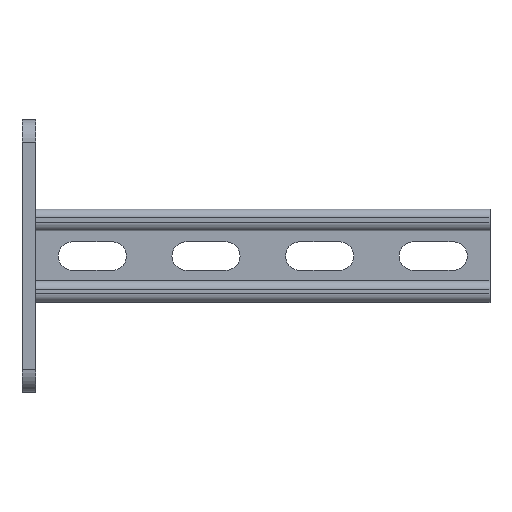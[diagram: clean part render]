
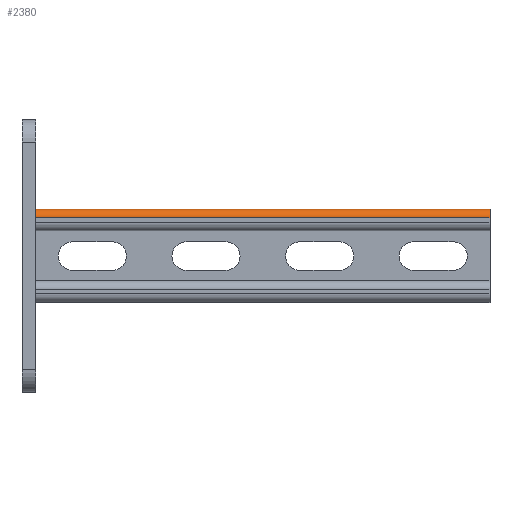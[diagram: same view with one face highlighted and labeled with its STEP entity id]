
A CAD part, top view. The second image highlights one B-rep face of the part: STEP entity #2380.
In plain terms, the highlighted cylindrical face has radius 3.75 mm (diameter 7.5 mm), a partial arc.
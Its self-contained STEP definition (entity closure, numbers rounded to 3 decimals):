
#289 = EDGE_LOOP ( 'NONE', ( #12881, #13736, #3480, #11351 ) ) ;
#798 = AXIS2_PLACEMENT_3D ( 'NONE', #14177, #7204, #1552 ) ;
#1027 = CARTESIAN_POINT ( 'NONE',  ( -16.75, 41., 0. ) ) ;
#1332 = CARTESIAN_POINT ( 'NONE',  ( -16.75, 41., -100. ) ) ;
#1552 = DIRECTION ( 'NONE',  ( 1., 0., 0. ) ) ;
#1655 = CARTESIAN_POINT ( 'NONE',  ( -16.75, 37.25, -200. ) ) ;
#2222 = CARTESIAN_POINT ( 'NONE',  ( -16.75, 37.25, 0. ) ) ;
#2368 = CIRCLE ( 'NONE', #13328, 3.75 ) ;
#2380 = ADVANCED_FACE ( 'NONE', ( #8705 ), #3816, .T. ) ;
#2526 = VERTEX_POINT ( 'NONE', #2950 ) ;
#2800 = DIRECTION ( 'NONE',  ( 0., 0., 1. ) ) ;
#2950 = CARTESIAN_POINT ( 'NONE',  ( -16.75, 41., -200. ) ) ;
#3480 = ORIENTED_EDGE ( 'NONE', *, *, #5246, .F. ) ;
#3816 = CYLINDRICAL_SURFACE ( 'NONE', #798, 3.75 ) ;
#4393 = CIRCLE ( 'NONE', #9551, 3.75 ) ;
#4445 = CARTESIAN_POINT ( 'NONE',  ( -20.5, 37.25, -200. ) ) ;
#5246 = EDGE_CURVE ( 'NONE', #6020, #2526, #4393, .T. ) ;
#5908 = LINE ( 'NONE', #1332, #11712 ) ;
#6020 = VERTEX_POINT ( 'NONE', #4445 ) ;
#7071 = LINE ( 'NONE', #8458, #13605 ) ;
#7204 = DIRECTION ( 'NONE',  ( 0., 0., 1. ) ) ;
#7453 = DIRECTION ( 'NONE',  ( 1., 0., 0. ) ) ;
#7465 = VERTEX_POINT ( 'NONE', #7935 ) ;
#7935 = CARTESIAN_POINT ( 'NONE',  ( -20.5, 37.25, 0. ) ) ;
#8458 = CARTESIAN_POINT ( 'NONE',  ( -20.5, 37.25, -100. ) ) ;
#8705 = FACE_OUTER_BOUND ( 'NONE', #289, .T. ) ;
#9551 = AXIS2_PLACEMENT_3D ( 'NONE', #1655, #12092, #7453 ) ;
#9703 = EDGE_CURVE ( 'NONE', #2526, #11373, #5908, .T. ) ;
#11351 = ORIENTED_EDGE ( 'NONE', *, *, #13797, .T. ) ;
#11373 = VERTEX_POINT ( 'NONE', #1027 ) ;
#11642 = DIRECTION ( 'NONE',  ( 1., 0., 0. ) ) ;
#11712 = VECTOR ( 'NONE', #12845, 1000. ) ;
#12092 = DIRECTION ( 'NONE',  ( 0., 0., -1. ) ) ;
#12822 = DIRECTION ( 'NONE',  ( 0., 0., -1. ) ) ;
#12845 = DIRECTION ( 'NONE',  ( 0., 0., 1. ) ) ;
#12881 = ORIENTED_EDGE ( 'NONE', *, *, #14049, .T. ) ;
#13328 = AXIS2_PLACEMENT_3D ( 'NONE', #2222, #12822, #11642 ) ;
#13605 = VECTOR ( 'NONE', #2800, 1000. ) ;
#13736 = ORIENTED_EDGE ( 'NONE', *, *, #9703, .F. ) ;
#13797 = EDGE_CURVE ( 'NONE', #6020, #7465, #7071, .T. ) ;
#14049 = EDGE_CURVE ( 'NONE', #7465, #11373, #2368, .T. ) ;
#14177 = CARTESIAN_POINT ( 'NONE',  ( -16.75, 37.25, -100. ) ) ;
